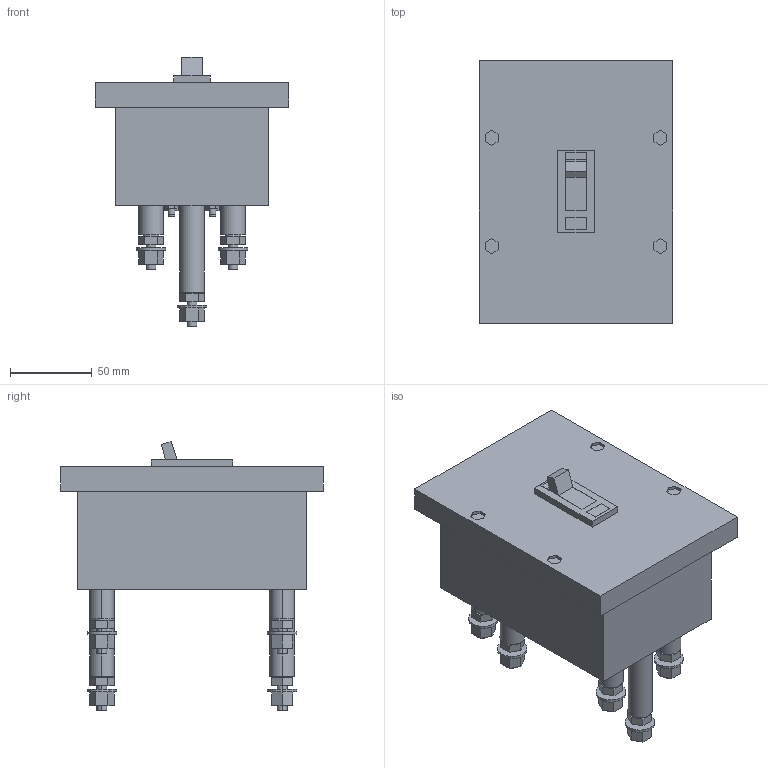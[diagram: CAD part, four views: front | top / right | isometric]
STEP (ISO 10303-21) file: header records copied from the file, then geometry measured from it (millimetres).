
FILE_DESCRIPTION(('CoCreate Modeling STEP Export'),'2;1');
FILE_NAME('Ｅ１００ＳＦ３Ｐ(１０－５０Ａ）.stp','2016-03-25T15:06:51',(''),(''),'CoCreate Modeling STEP processor for AP214 (Solid Model)','CoCreate Modeling 17.0 01-Apr-2010 (C) Parametric Technology GmbH','');
FILE_SCHEMA(('AUTOMOTIVE_DESIGN { 1 0 10303 214 1 1 1 1 }'));
Length unit declared in the file: millimetre
Products named in the file (11): P8.2; P4; P6.1; P1; P6.3; P4.2; P2.2; P3.3; P5; P7; 
Assembly tree (37 placements, depth 2):
  
    P7  x6
    P5  x6
    P3.3  x4
    P2.2  x4
    P6.3  x2
    P4.2  x2
    P4  x4
    P6.1  x4
    P8.2  x4
    P1
Bounding box: 118 x 160 x 164.14 mm (x, y, z)
Volume: 1114903.2 mm3; surface area: 112370.8 mm2
Topology: 37 solids, 37 shells, 418 faces, 926 edges, 616 vertices
Faces by surface type: plane 282, cylinder 136
Entity records: 5019 total; most frequent: ORIENTED_EDGE 784, CARTESIAN_POINT 777, DIRECTION 750, EDGE_CURVE 392, VECTOR 284, LINE 284, VERTEX_POINT 260, AXIS2_PLACEMENT_3D 233
